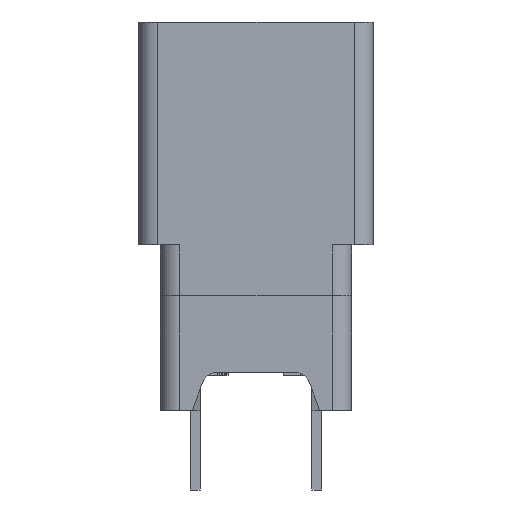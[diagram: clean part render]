
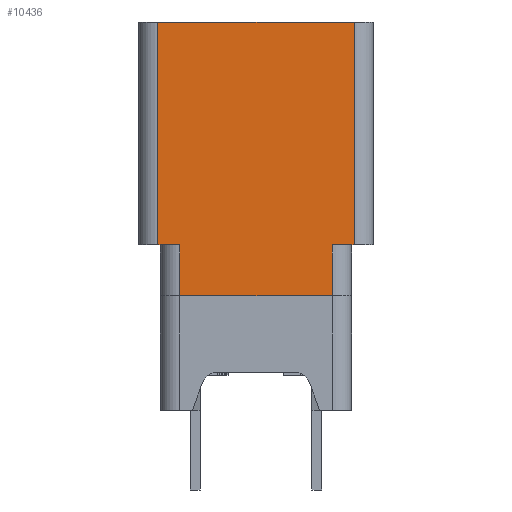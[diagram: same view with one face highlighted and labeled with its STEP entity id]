
A CAD part, left-side view. The second image highlights one B-rep face of the part: STEP entity #10436.
In plain terms, the highlighted planar face has unit normal (-1, 0, 0).
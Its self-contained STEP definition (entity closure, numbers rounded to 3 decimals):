
#722=FACE_OUTER_BOUND('',#1310,.T.);
#1310=EDGE_LOOP('',(#7026,#7027,#7028,#7029,#7030,#7031,#7032,#7033));
#2001=LINE('',#14525,#3310);
#2002=LINE('',#14527,#3311);
#2003=LINE('',#14529,#3312);
#2004=LINE('',#14531,#3313);
#2005=LINE('',#14533,#3314);
#2006=LINE('',#14535,#3315);
#2007=LINE('',#14537,#3316);
#2008=LINE('',#14538,#3317);
#3310=VECTOR('',#11766,0.864);
#3311=VECTOR('',#11767,8.89);
#3312=VECTOR('',#11768,7.823);
#3313=VECTOR('',#11769,8.89);
#3314=VECTOR('',#11770,0.864);
#3315=VECTOR('',#11771,2.032);
#3316=VECTOR('',#11772,6.096);
#3317=VECTOR('',#11773,2.032);
#4619=VERTEX_POINT('',#14523);
#4620=VERTEX_POINT('',#14524);
#4621=VERTEX_POINT('',#14526);
#4622=VERTEX_POINT('',#14528);
#4623=VERTEX_POINT('',#14530);
#4624=VERTEX_POINT('',#14532);
#4625=VERTEX_POINT('',#14534);
#4626=VERTEX_POINT('',#14536);
#5581=EDGE_CURVE('',#4619,#4620,#2001,.T.);
#5582=EDGE_CURVE('',#4620,#4621,#2002,.T.);
#5583=EDGE_CURVE('',#4622,#4621,#2003,.T.);
#5584=EDGE_CURVE('',#4622,#4623,#2004,.T.);
#5585=EDGE_CURVE('',#4623,#4624,#2005,.T.);
#5586=EDGE_CURVE('',#4624,#4625,#2006,.T.);
#5587=EDGE_CURVE('',#4626,#4625,#2007,.T.);
#5588=EDGE_CURVE('',#4619,#4626,#2008,.T.);
#7026=ORIENTED_EDGE('',*,*,#5581,.T.);
#7027=ORIENTED_EDGE('',*,*,#5582,.T.);
#7028=ORIENTED_EDGE('',*,*,#5583,.F.);
#7029=ORIENTED_EDGE('',*,*,#5584,.T.);
#7030=ORIENTED_EDGE('',*,*,#5585,.T.);
#7031=ORIENTED_EDGE('',*,*,#5586,.T.);
#7032=ORIENTED_EDGE('',*,*,#5587,.F.);
#7033=ORIENTED_EDGE('',*,*,#5588,.F.);
#9916=PLANE('',#11038);
#10436=ADVANCED_FACE('',(#722),#9916,.F.);
#11038=AXIS2_PLACEMENT_3D('',#14522,#11764,#11765);
#11764=DIRECTION('center_axis',(1.,0.,0.));
#11765=DIRECTION('ref_axis',(0.,-1.,0.));
#11766=DIRECTION('',(0.,-1.,0.));
#11767=DIRECTION('',(0.,0.,1.));
#11768=DIRECTION('',(0.,-1.,0.));
#11769=DIRECTION('',(0.,0.,-1.));
#11770=DIRECTION('',(0.,-1.,0.));
#11771=DIRECTION('',(0.,0.,-1.));
#11772=DIRECTION('',(0.,1.,0.));
#11773=DIRECTION('',(0.,0.,-1.));
#14522=CARTESIAN_POINT('Origin',(-35.052,0.,0.));
#14523=CARTESIAN_POINT('',(-35.052,-3.048,-8.89));
#14524=CARTESIAN_POINT('',(-35.052,-3.912,-8.89));
#14525=CARTESIAN_POINT('',(-35.052,-3.048,-8.89));
#14526=CARTESIAN_POINT('',(-35.052,-3.912,0.));
#14527=CARTESIAN_POINT('',(-35.052,-3.912,-8.89));
#14528=CARTESIAN_POINT('',(-35.052,3.912,0.));
#14529=CARTESIAN_POINT('',(-35.052,3.912,0.));
#14530=CARTESIAN_POINT('',(-35.052,3.912,-8.89));
#14531=CARTESIAN_POINT('',(-35.052,3.912,0.));
#14532=CARTESIAN_POINT('',(-35.052,3.048,-8.89));
#14533=CARTESIAN_POINT('',(-35.052,3.912,-8.89));
#14534=CARTESIAN_POINT('',(-35.052,3.048,-10.922));
#14535=CARTESIAN_POINT('',(-35.052,3.048,-8.89));
#14536=CARTESIAN_POINT('',(-35.052,-3.048,-10.922));
#14537=CARTESIAN_POINT('',(-35.052,-3.048,-10.922));
#14538=CARTESIAN_POINT('',(-35.052,-3.048,-8.89));
